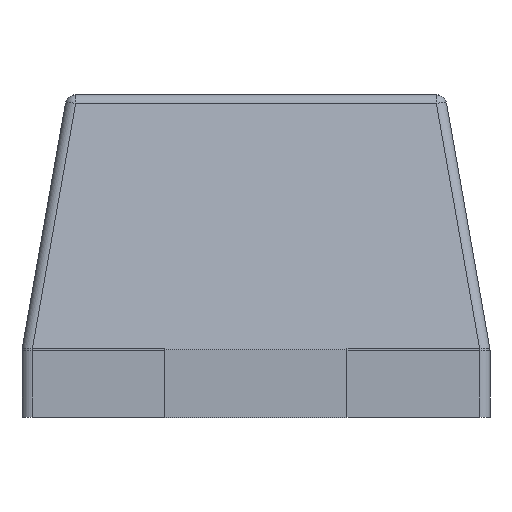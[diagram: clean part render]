
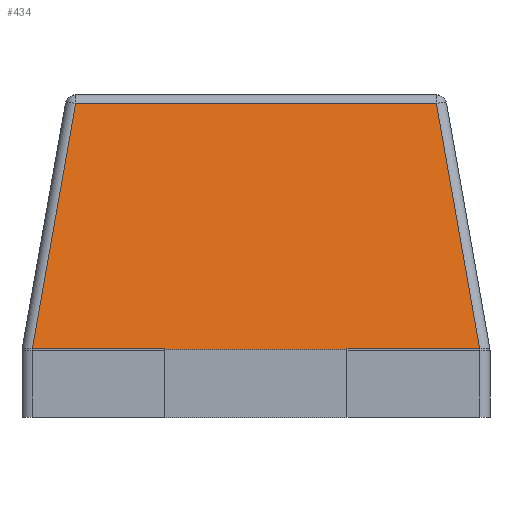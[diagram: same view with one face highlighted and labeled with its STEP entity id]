
A CAD part, left-side view. The second image highlights one B-rep face of the part: STEP entity #434.
In plain terms, the highlighted planar face has unit normal (-0.985, 0, 0.174).
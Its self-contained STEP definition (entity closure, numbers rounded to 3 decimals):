
#434 = ADVANCED_FACE('',(#435),#501,.T.);
#435 = FACE_BOUND('',#436,.T.);
#436 = EDGE_LOOP('',(#437,#447,#455,#463,#471,#479,#487,#495));
#437 = ORIENTED_EDGE('',*,*,#438,.T.);
#438 = EDGE_CURVE('',#439,#441,#443,.T.);
#439 = VERTEX_POINT('',#440);
#440 = CARTESIAN_POINT('',(-0.65,0.175,0.15));
#441 = VERTEX_POINT('',#442);
#442 = CARTESIAN_POINT('',(-0.65,-0.175,0.15));
#443 = LINE('',#444,#445);
#444 = CARTESIAN_POINT('',(-0.65,-0.45,0.15));
#445 = VECTOR('',#446,1.);
#446 = DIRECTION('',(0.,-1.,0.));
#447 = ORIENTED_EDGE('',*,*,#448,.T.);
#448 = EDGE_CURVE('',#441,#449,#451,.T.);
#449 = VERTEX_POINT('',#450);
#450 = CARTESIAN_POINT('',(-0.65,-0.175,0.152));
#451 = LINE('',#452,#453);
#452 = CARTESIAN_POINT('',(-0.65,-0.175,0.15));
#453 = VECTOR('',#454,1.);
#454 = DIRECTION('',(0.174,0.,0.985)
  );
#455 = ORIENTED_EDGE('',*,*,#456,.T.);
#456 = EDGE_CURVE('',#449,#457,#459,.T.);
#457 = VERTEX_POINT('',#458);
#458 = CARTESIAN_POINT('',(-0.65,-0.43,0.152));
#459 = LINE('',#460,#461);
#460 = CARTESIAN_POINT('',(-0.65,0.45,0.152));
#461 = VECTOR('',#462,1.);
#462 = DIRECTION('',(0.,-1.,0.));
#463 = ORIENTED_EDGE('',*,*,#464,.T.);
#464 = EDGE_CURVE('',#457,#465,#467,.T.);
#465 = VERTEX_POINT('',#466);
#466 = CARTESIAN_POINT('',(-0.567,-0.347,0.623
    ));
#467 = LINE('',#468,#469);
#468 = CARTESIAN_POINT('',(-0.624,-0.405,
    0.296));
#469 = VECTOR('',#470,1.);
#470 = DIRECTION('',(0.171,0.171,0.97));
#471 = ORIENTED_EDGE('',*,*,#472,.T.);
#472 = EDGE_CURVE('',#465,#473,#475,.T.);
#473 = VERTEX_POINT('',#474);
#474 = CARTESIAN_POINT('',(-0.567,0.347,0.623)
  );
#475 = LINE('',#476,#477);
#476 = CARTESIAN_POINT('',(-0.567,0.364,0.623)
  );
#477 = VECTOR('',#478,1.);
#478 = DIRECTION('',(0.,1.,0.));
#479 = ORIENTED_EDGE('',*,*,#480,.T.);
#480 = EDGE_CURVE('',#473,#481,#483,.T.);
#481 = VERTEX_POINT('',#482);
#482 = CARTESIAN_POINT('',(-0.65,0.43,0.152));
#483 = LINE('',#484,#485);
#484 = CARTESIAN_POINT('',(-0.651,0.431,0.147));
#485 = VECTOR('',#486,1.);
#486 = DIRECTION('',(-0.171,0.171,-0.97));
#487 = ORIENTED_EDGE('',*,*,#488,.T.);
#488 = EDGE_CURVE('',#481,#489,#491,.T.);
#489 = VERTEX_POINT('',#490);
#490 = CARTESIAN_POINT('',(-0.65,0.175,0.152));
#491 = LINE('',#492,#493);
#492 = CARTESIAN_POINT('',(-0.65,0.45,0.152));
#493 = VECTOR('',#494,1.);
#494 = DIRECTION('',(0.,-1.,0.));
#495 = ORIENTED_EDGE('',*,*,#496,.T.);
#496 = EDGE_CURVE('',#489,#439,#497,.T.);
#497 = LINE('',#498,#499);
#498 = CARTESIAN_POINT('',(-0.65,0.175,0.15));
#499 = VECTOR('',#500,1.);
#500 = DIRECTION('',(-0.174,0.,
    -0.985));
#501 = PLANE('',#502);
#502 = AXIS2_PLACEMENT_3D('',#503,#504,#505);
#503 = CARTESIAN_POINT('',(-0.65,0.45,0.15));
#504 = DIRECTION('',(-0.985,0.,0.174
    ));
#505 = DIRECTION('',(-0.174,0.,
    -0.985));
